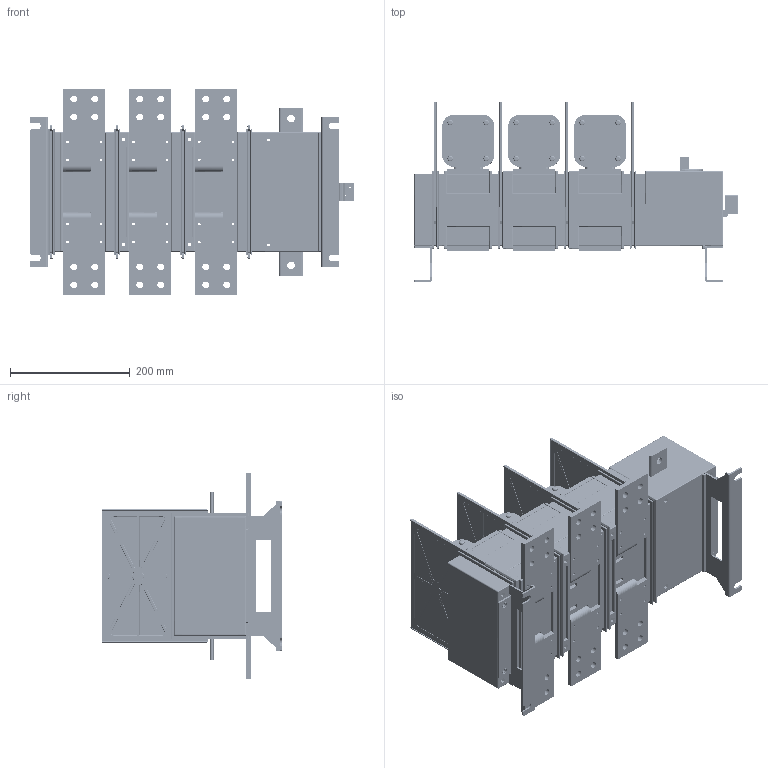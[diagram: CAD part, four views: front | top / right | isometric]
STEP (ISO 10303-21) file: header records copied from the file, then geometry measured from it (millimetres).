
FILE_DESCRIPTION((''),'2;1');
FILE_NAME('ASM0003_ASM','2025-08-19T08:36:30',('Administrator'),(''),'CREO PARAMETRIC BY PTC INC, 2021023','CREO PARAMETRIC BY PTC INC, 2021023','');
FILE_SCHEMA(('CONFIG_CONTROL_DESIGN'));
Products named in the file (23): HH15-1250DIZHUO; JINCHUTOU1; JINCHUTOU2; HH15-1250CHUTOUZHICHI; TONBANG; HH15-1250SHANGZHUO; TUIGAN; SHANGLIANGAN; TUIGANZHOU; XIALIANGAN; JIGOUKE; TONGBANG2; FUZUMOKUAI; XIANGJIAODIAN; SHANGJINCHUTOU1; SHANGJINCHUTOU2; GEBAN; NJIJIECHUBAN; ZHANZHOU; TIAOZHENGBAN; ANZHUANGBAN; RS0-1200; ASM0003_ASM
Assembly tree (86 placements, depth 2):
  ASM0003_ASM
    HH15-1250DIZHUO
    JINCHUTOU1  x3
    JINCHUTOU2  x3
    HH15-1250CHUTOUZHICHI
    TONBANG  x48
    HH15-1250SHANGZHUO
    TUIGAN
    SHANGLIANGAN
    TUIGANZHOU
    XIALIANGAN
    JIGOUKE
    TONGBANG2  x3
    FUZUMOKUAI
    XIANGJIAODIAN
    SHANGJINCHUTOU1  x3
    SHANGJINCHUTOU2  x3
    GEBAN  x4
    NJIJIECHUBAN  x2
    ZHANZHOU
    TIAOZHENGBAN
    ANZHUANGBAN  x2
    RS0-1200  x3
Bounding box: 540.5 x 300 x 345 mm (x, y, z)
Volume: 7778193.1 mm3; surface area: 2424688.6 mm2
Topology: 86 solids, 86 shells, 6242 faces, 15911 edges, 10085 vertices
Faces by surface type: plane 2994, cylinder 2320, torus 356, sphere 234, cone 216, extrusion 78, bspline 44
Entity records: 143719 total; most frequent: CARTESIAN_POINT 28417, ORIENTED_EDGE 24082, DIRECTION 23645, EDGE_CURVE 12041, VECTOR 8555, LINE 8477, VERTEX_POINT 7651, AXIS2_PLACEMENT_3D 7545
